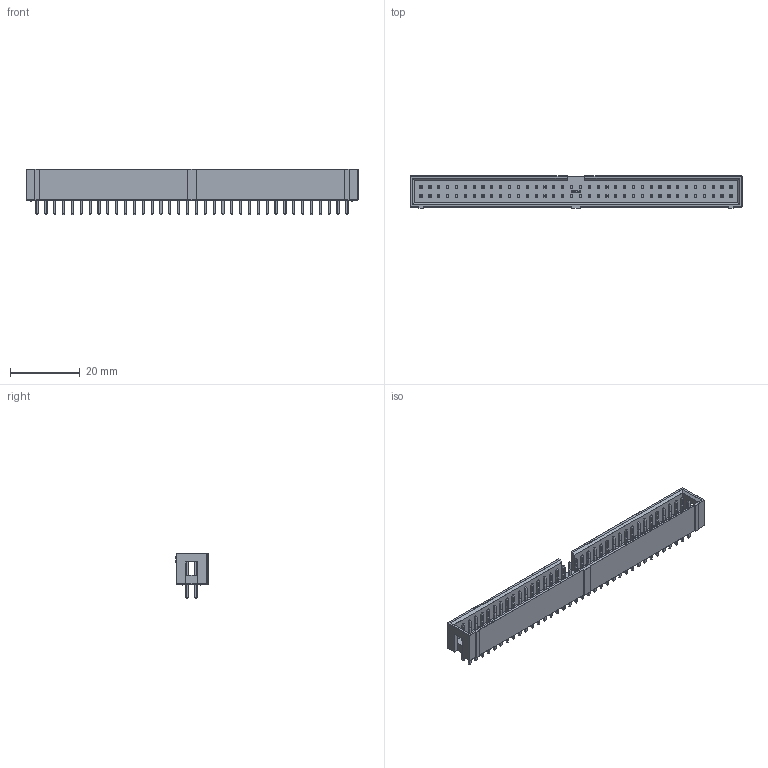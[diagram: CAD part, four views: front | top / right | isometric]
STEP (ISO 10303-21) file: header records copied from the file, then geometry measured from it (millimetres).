
FILE_DESCRIPTION(/* description */ (''),/* implementation_level */ '2;1');
FILE_NAME(/* name */ '72-Pin Shrouded Header (IDC) Straight.stp',/* time_stamp */ '2019-09-23T17:52:40+02:00',/* author */ ('Bernd das Brot'),/* organization */ (''),/* preprocessor_version */ 'ST-DEVELOPER v17.2',/* originating_system */ 'Autodesk Inventor 2019',/* authorisation */ '');
FILE_SCHEMA (('AUTOMOTIVE_DESIGN { 1 0 10303 214 3 1 1 }'));
Length unit declared in the file: millimetre
Products named in the file (3): 72-Pin Shrouded Header (IDC) Straight; 72-Pin Shrouded Header Body; Straight Contact
Assembly tree (73 placements, depth 2):
  72-Pin Shrouded Header (IDC) Straight
    Straight Contact  x72
    72-Pin Shrouded Header Body
Bounding box: 95.25 x 9.37 x 13.17 mm (x, y, z)
Volume: 3963.9 mm3; surface area: 7398.6 mm2
Topology: 73 solids, 73 shells, 1954 faces, 5196 edges, 3397 vertices
Faces by surface type: plane 1402, cylinder 408, bspline 80, sphere 41, torus 23
Entity records: 22261 total; most frequent: CARTESIAN_POINT 5009, ORIENTED_EDGE 3568, DIRECTION 3263, EDGE_CURVE 1784, LINE 1361, VECTOR 1361, VERTEX_POINT 1125, AXIS2_PLACEMENT_3D 951
